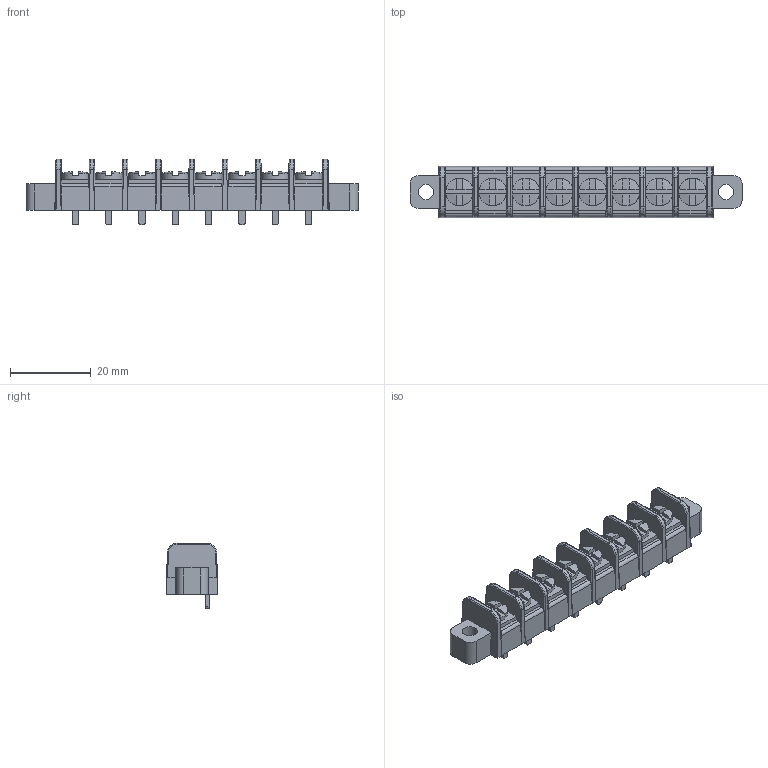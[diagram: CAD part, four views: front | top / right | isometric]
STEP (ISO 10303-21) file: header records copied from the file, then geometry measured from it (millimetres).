
FILE_DESCRIPTION(('FreeCAD Model'),'2;1');
FILE_NAME('38700-61048.step', '2017-11-13T17:21:42',('kicad StepUp'),('ksu MCAD'), 'Open CASCADE STEP processor 7.1','FreeCAD','Unknown');
FILE_SCHEMA(('AUTOMOTIVE_DESIGN_CC2 { 1 2 10303 214 -1 1 5 4 }'));
Length unit declared in the file: millimetre
Products named in the file (1): 38700-61048
Bounding box: 82.3 x 12.7 x 16.26 mm (x, y, z)
Volume: 8043 mm3; surface area: 5095.8 mm2
Topology: 1 solids, 1 shells, 419 faces, 1116 edges, 708 vertices
Faces by surface type: plane 230, cylinder 121, bspline 36, sphere 32
Entity records: 21624 total; most frequent: CARTESIAN_POINT 8566, ORIENTED_EDGE 2232, DIRECTION 1960, EDGE_CURVE 1116, VERTEX_POINT 708, LINE 660, VECTOR 660, AXIS2_PLACEMENT_3D 650
